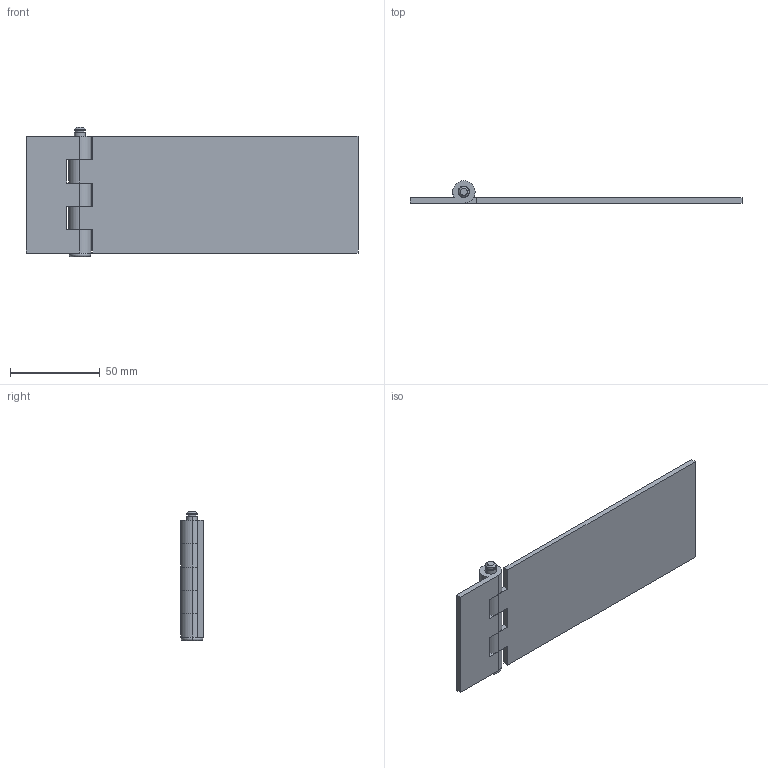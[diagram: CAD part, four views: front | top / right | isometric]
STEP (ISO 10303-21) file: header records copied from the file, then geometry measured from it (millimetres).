
FILE_DESCRIPTION (( 'STEP AP203' ), '1' );
FILE_NAME ('B-48-1.STEP', '2008-11-27T04:08:25', ( ' ' ), ( ' ' ), 'SwSTEP 2.0', 'SolidWorks 2007', '' );
FILE_SCHEMA (( 'CONFIG_CONTROL_DESIGN' ));
Length unit declared in the file: millimetre
Products named in the file (4): B-48-1僸儞僕A__棉太倌; B-48-1僔儍僼僩__棉太倌; B-48-1僸儞僕B__棉太倌; B-48-1
Assembly tree (3 placements, depth 2):
  B-48-1
    B-48-1僔儍僼僩__棉太倌
    B-48-1僸儞僕B__棉太倌
    B-48-1僸儞僕A__棉太倌
Bounding box: 185 x 12.5 x 72 mm (x, y, z)
Volume: 41922.3 mm3; surface area: 30428.2 mm2
Topology: 3 solids, 3 shells, 63 faces, 160 edges, 106 vertices
Faces by surface type: cylinder 31, plane 28, cone 2, torus 2
Entity records: 2362 total; most frequent: DIRECTION 368, CARTESIAN_POINT 335, ORIENTED_EDGE 320, EDGE_CURVE 160, AXIS2_PLACEMENT_3D 139, VERTEX_POINT 106, VECTOR 90, LINE 90
